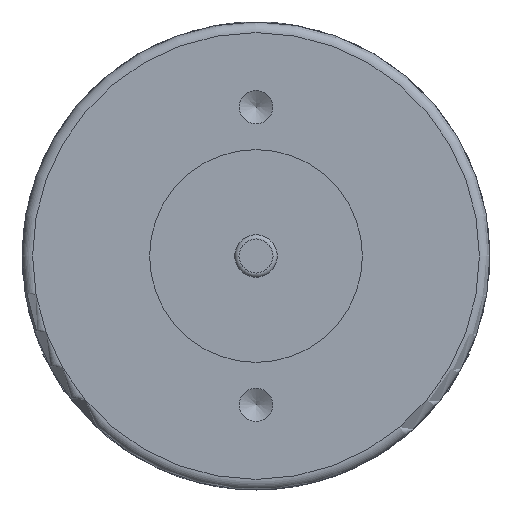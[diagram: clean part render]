
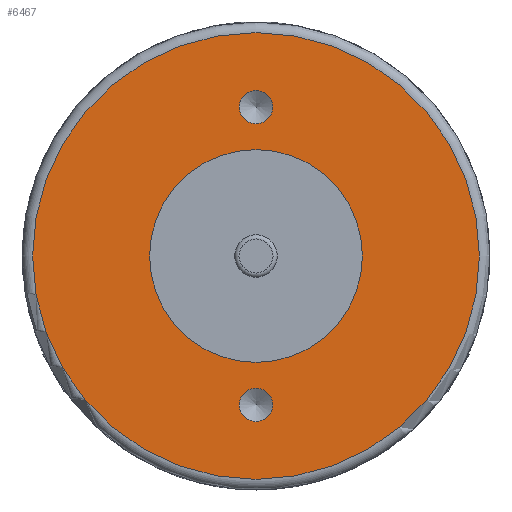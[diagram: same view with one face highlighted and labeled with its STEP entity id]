
A CAD part, front view. The second image highlights one B-rep face of the part: STEP entity #6467.
In plain terms, the highlighted planar face has unit normal (0, -1, 0).
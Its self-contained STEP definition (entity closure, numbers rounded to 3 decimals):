
#6328=CARTESIAN_POINT('',(0.784,0.0,7.));
#6329=VERTEX_POINT('',#6328);
#6330=CARTESIAN_POINT('',(0.0,0.0,7.));
#6331=DIRECTION('',(0.0,1.0,0.0));
#6332=DIRECTION('',(1.0,0.0,0.0));
#6333=AXIS2_PLACEMENT_3D('',#6330,#6331,#6332);
#6334=CIRCLE('',#6333,0.784);
#6335=EDGE_CURVE('',#6329,#6329,#6334,.T.);
#6407=CARTESIAN_POINT('',(0.784,0.0,-7.));
#6408=VERTEX_POINT('',#6407);
#6409=CARTESIAN_POINT('',(0.0,0.0,-7.));
#6410=DIRECTION('',(0.0,1.0,0.0));
#6411=DIRECTION('',(1.0,0.0,0.0));
#6412=AXIS2_PLACEMENT_3D('',#6409,#6410,#6411);
#6413=CIRCLE('',#6412,0.784);
#6414=EDGE_CURVE('',#6408,#6408,#6413,.T.);
#6430=CARTESIAN_POINT('',(-10.5,0.0,0.));
#6431=VERTEX_POINT('',#6430);
#6432=CARTESIAN_POINT('',(0.0,0.0,0.0));
#6433=DIRECTION('',(0.0,1.0,0.0));
#6434=DIRECTION('',(1.0,0.0,0.0));
#6435=AXIS2_PLACEMENT_3D('',#6432,#6433,#6434);
#6436=CIRCLE('',#6435,10.5);
#6437=EDGE_CURVE('',#6431,#6431,#6436,.T.);
#6442=CARTESIAN_POINT('',(0.0,0.0,0.0));
#6443=DIRECTION('',(0.0,-1.0,0.0));
#6444=DIRECTION('',(0.0,0.0,-1.0));
#6445=AXIS2_PLACEMENT_3D('',#6442,#6443,#6444);
#6446=PLANE('',#6445);
#6447=ORIENTED_EDGE('',*,*,#6437,.F.);
#6448=EDGE_LOOP('',(#6447));
#6449=FACE_OUTER_BOUND('',#6448,.T.);
#6450=ORIENTED_EDGE('',*,*,#6335,.T.);
#6451=EDGE_LOOP('',(#6450));
#6452=FACE_BOUND('',#6451,.T.);
#6453=ORIENTED_EDGE('',*,*,#6414,.T.);
#6454=EDGE_LOOP('',(#6453));
#6455=FACE_BOUND('',#6454,.T.);
#6456=CARTESIAN_POINT('',(5.0,0.0,0.));
#6457=VERTEX_POINT('',#6456);
#6458=CARTESIAN_POINT('',(0.0,0.0,0.0));
#6459=DIRECTION('',(0.0,1.0,0.0));
#6460=DIRECTION('',(-1.0,0.0,0.0));
#6461=AXIS2_PLACEMENT_3D('',#6458,#6459,#6460);
#6462=CIRCLE('',#6461,5.0);
#6463=EDGE_CURVE('',#6457,#6457,#6462,.T.);
#6464=ORIENTED_EDGE('',*,*,#6463,.T.);
#6465=EDGE_LOOP('',(#6464));
#6466=FACE_BOUND('',#6465,.T.);
#6467=ADVANCED_FACE('',(#6449,#6452,#6455,#6466),#6446,.T.);
